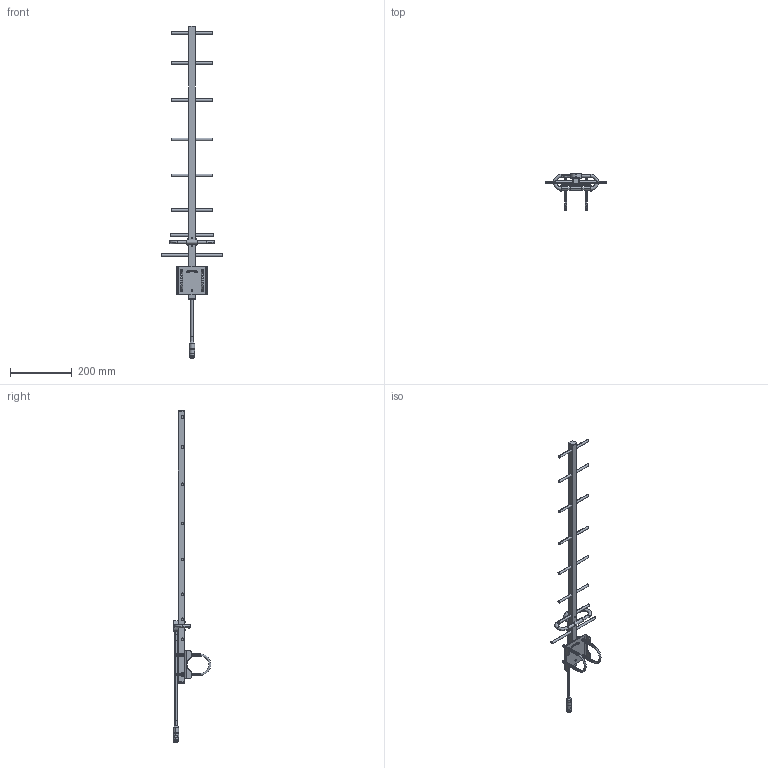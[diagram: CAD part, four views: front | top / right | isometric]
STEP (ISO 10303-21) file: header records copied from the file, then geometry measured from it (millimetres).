
FILE_DESCRIPTION (( 'STEP AP214' ), '1' );
FILE_NAME ('HG912YE.STEP', '2018-07-23T15:24:49', ( '' ), ( '' ), 'SwSTEP 2.0', 'SolidWorks 2017', '' );
FILE_SCHEMA (( 'AUTOMOTIVE_DESIGN' ));
Length unit declared in the file: inch
Products named in the file (22): HG2414PEV-MA20; machine screw nut hex_ai_MSHXNUT 0.164-32-S-N; ANT-4; ANT-5; ANT-3; Pan Cross Head_AI_CR-PHMS 0.112-40x0.25x0.25-N; HG909YE-MA2_5.13"; HG906YE-MA3; ANF-1610-MA1; ANF-1610-MA2; flat washer type a narrow_ai_Preferred Narrow FW 0.164; HG909YE-MA2_5.25"; HG912YE; HG912YE-MA1; ANF-1610; hex nut_ai_HNUT 0.3125-18-D-N; HG909YE-MA2_5.50"; HG909YE-MA2_7.81"; ANT-6; ANT-1
Assembly tree (38 placements, depth 4):
  HG912YE
    HG912YE-MA1
    ANT-4
      ANT-4
      ANF-1610
        ANF-1610
        ANF-1610-MA1
        ANF-1610-MA2
      ANT-5
      ANT-6
    HG906YE-MA3  x2
    ANT-1
    HG909YE-MA2_5.25"  x3
    HG909YE-MA2_5.13"  x3
    HG909YE-MA2_7.81"
    HG909YE-MA2_5.50"
    Pan Cross Head_AI_CR-PHMS 0.112-40x0.25x0.25-N  x4
    ANT-3  x2
    HG2414PEV-MA20  x4
    hex nut_ai_HNUT 0.3125-18-D-N  x4
    flat washer type a narrow_ai_Preferred Narrow FW 0.164  x2
    machine screw nut hex_ai_MSHXNUT 0.164-32-S-N  x2
Bounding box: 198.37 x 121.78 x 1077.42 mm (x, y, z)
Volume: 224450.2 mm3; surface area: 242235.5 mm2
Topology: 36 solids, 36 shells, 2588 faces, 5426 edges, 2918 vertices
Faces by surface type: cone 1350, cylinder 879, plane 297, torus 34, sphere 22, bspline 6
Entity records: 41322 total; most frequent: DIRECTION 7284, CARTESIAN_POINT 6999, ORIENTED_EDGE 6060, EDGE_CURVE 3030, AXIS2_PLACEMENT_3D 2898, VERTEX_POINT 1669, EDGE_LOOP 1519, LINE 1488
